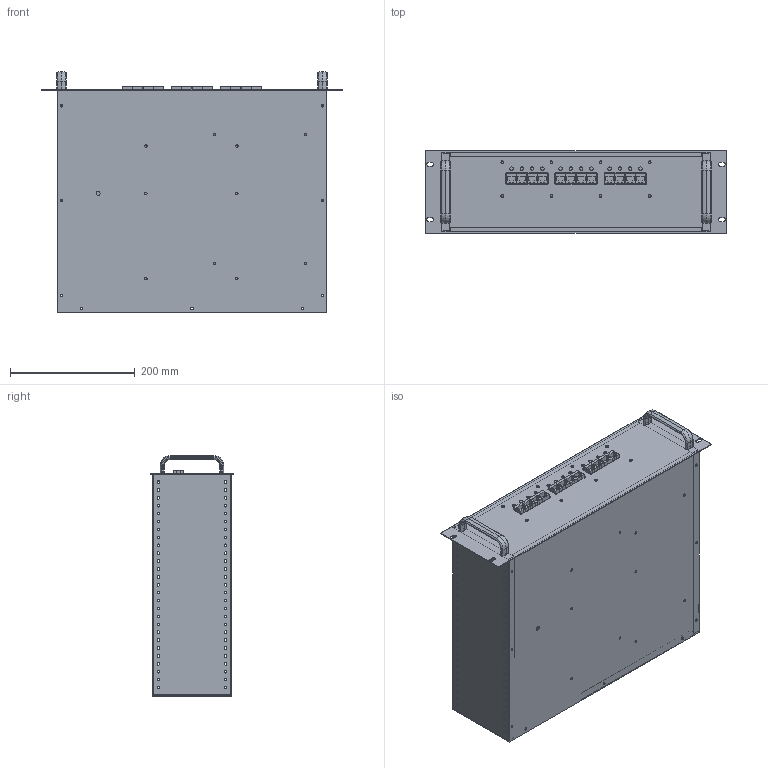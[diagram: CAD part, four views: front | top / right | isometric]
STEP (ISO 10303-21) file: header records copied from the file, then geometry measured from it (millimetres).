
FILE_DESCRIPTION (( 'STEP AP214' ), '1' );
FILE_NAME ('BT-CAT5-NB12.STEP', '2012-10-10T16:17:18', ( 'x' ), ( '' ), 'SwSTEP 2.0', 'SolidWorks 2012', '' );
FILE_SCHEMA (( 'AUTOMOTIVE_DESIGN' ));
Length unit declared in the file: inch
Products named in the file (10): BT-CAT5-NB12_Handle; X-ASSY-HYP228; X556416-1; HYP228; XF648-01; XF982-01; XF981-01; XF649-01; XF639-01; BT-CAT5-NB12
Assembly tree (22 placements, depth 3):
  BT-CAT5-NB12
    XF639-01
    XF649-01
    XF981-01  x2
    XF982-01
    XF648-01
    X-ASSY-HYP228
      HYP228
      X556416-1  x12
    BT-CAT5-NB12_Handle  x2
Bounding box: 482.6 x 132.56 x 386.98 mm (x, y, z)
Volume: 668221.7 mm3; surface area: 1171778.4 mm2
Topology: 19 solids, 21 shells, 1154 faces, 3106 edges, 2034 vertices
Faces by surface type: cylinder 635, plane 487, bspline 24, torus 8
Entity records: 23802 total; most frequent: DIRECTION 4144, CARTESIAN_POINT 4029, ORIENTED_EDGE 3768, EDGE_CURVE 1892, AXIS2_PLACEMENT_3D 1565, VERTEX_POINT 1242, EDGE_LOOP 1060, LINE 1014
